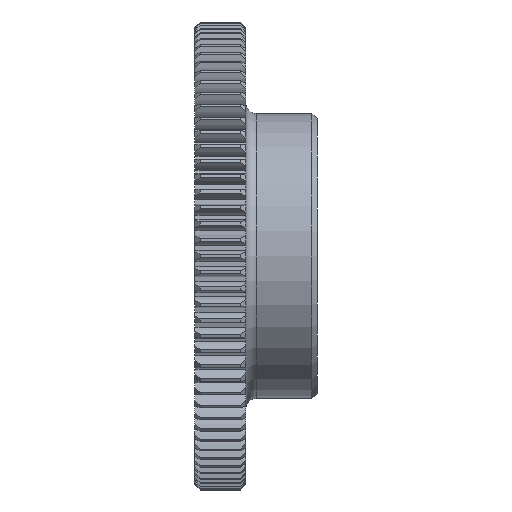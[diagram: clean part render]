
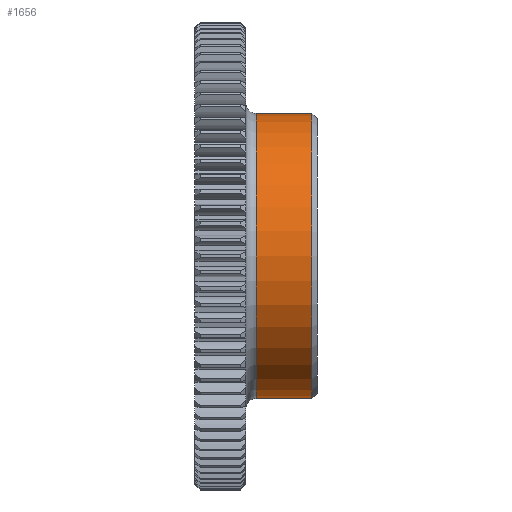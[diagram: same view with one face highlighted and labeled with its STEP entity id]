
A CAD part, front view. The second image highlights one B-rep face of the part: STEP entity #1656.
In plain terms, the highlighted cylindrical face has radius 14 mm (diameter 28 mm), a full revolution.
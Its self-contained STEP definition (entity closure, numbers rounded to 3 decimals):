
#1656 = ADVANCED_FACE( '', ( #3332, #3333 ), #3334, .T. );
#3332 = FACE_OUTER_BOUND( '', #5014, .T. );
#3333 = FACE_OUTER_BOUND( '', #5015, .T. );
#3334 = CYLINDRICAL_SURFACE( '', #5016, 14. );
#5014 = EDGE_LOOP( '', ( #10414, #10415 ) );
#5015 = EDGE_LOOP( '', ( #10416 ) );
#5016 = AXIS2_PLACEMENT_3D( '', #10417, #10418, #10419 );
#10414 = ORIENTED_EDGE( '', *, *, #11633, .T. );
#10415 = ORIENTED_EDGE( '', *, *, #12694, .T. );
#10416 = ORIENTED_EDGE( '', *, *, #12348, .F. );
#10417 = CARTESIAN_POINT( '', ( 12., 0., 0. ) );
#10418 = DIRECTION( '', ( -1., 0., 0. ) );
#10419 = DIRECTION( '', ( 0., 0., -1. ) );
#11633 = EDGE_CURVE( '', #14602, #14602, #14603, .T. );
#12348 = EDGE_CURVE( '', #15604, #15604, #15605, .T. );
#12694 = EDGE_CURVE( '', #14602, #14602, #15975, .T. );
#14602 = VERTEX_POINT( '', #18611 );
#14603 = CIRCLE( '', #18612, 14. );
#15604 = VERTEX_POINT( '', #20111 );
#15605 = CIRCLE( '', #20112, 14. );
#15975 = B_SPLINE_CURVE_WITH_KNOTS( '', 3, ( #20751, #20752, #20753, #20754, #20755, #20756, #20757, #20758, #20759, #20760, #20761, #20762, #20763, #20764, #20765, #20766, #20767, #20768, #20769, #20770, #20771, #20772, #20773, #20774, #20775, #20776, #20777, #20778, #20779, #20780, #20781, #20782, #20783, #20784, #20785, #20786, #20787, #20788, #20789, #20790, #20791, #20792, #20793, #20794, #20795, #20796, #20797, #20798, #20799, #20800, #20801, #20802, #20803, #20804, #20805, #20806, #20807, #20808 ), .UNSPECIFIED., .T., .F., ( 2, 2, 2, 2, 2, 2, 2, 2, 2, 2, 2, 2, 2, 2, 2, 2, 2, 2, 2, 2, 2, 2, 2, 2, 2, 2, 2, 2, 2, 2, 2 ), ( 0.012, 0.013, 0.014, 0.014, 0.015, 0.016, 0.016, 0.016, 0.017, 0.017, 0.018, 0.018, 0.019, 0.02, 0.02, 0.021, 0.021, 0.022, 0.022, 0.023, 0.024, 0.024, 0.025, 0.025, 0.025, 0.026, 0.026, 0.027, 0.027, 0.028, 0.029 ), .UNSPECIFIED. );
#18611 = CARTESIAN_POINT( '', ( 6., 14., 0. ) );
#18612 = AXIS2_PLACEMENT_3D( '', #22713, #22714, #22715 );
#20111 = CARTESIAN_POINT( '', ( 11.5, 0., -14. ) );
#20112 = AXIS2_PLACEMENT_3D( '', #23792, #23793, #23794 );
#20751 = CARTESIAN_POINT( '', ( 6., 14., 0.317 ) );
#20752 = CARTESIAN_POINT( '', ( 6., 14., -0.158 ) );
#20753 = CARTESIAN_POINT( '', ( 6.018, 13.997, -0.315 ) );
#20754 = CARTESIAN_POINT( '', ( 6.087, 13.987, -0.622 ) );
#20755 = CARTESIAN_POINT( '', ( 6.139, 13.979, -0.774 ) );
#20756 = CARTESIAN_POINT( '', ( 6.34, 13.951, -1.2 ) );
#20757 = CARTESIAN_POINT( '', ( 6.535, 13.926, -1.456 ) );
#20758 = CARTESIAN_POINT( '', ( 6.891, 13.888, -1.771 ) );
#20759 = CARTESIAN_POINT( '', ( 7.018, 13.876, -1.864 ) );
#20760 = CARTESIAN_POINT( '', ( 7.289, 13.853, -2.024 ) );
#20761 = CARTESIAN_POINT( '', ( 7.433, 13.843, -2.092 ) );
#20762 = CARTESIAN_POINT( '', ( 7.728, 13.826, -2.2 ) );
#20763 = CARTESIAN_POINT( '', ( 7.88, 13.82, -2.241 ) );
#20764 = CARTESIAN_POINT( '', ( 8.19, 13.811, -2.295 ) );
#20765 = CARTESIAN_POINT( '', ( 8.349, 13.808, -2.309 ) );
#20766 = CARTESIAN_POINT( '', ( 8.663, 13.808, -2.308 ) );
#20767 = CARTESIAN_POINT( '', ( 8.819, 13.811, -2.294 ) );
#20768 = CARTESIAN_POINT( '', ( 9.13, 13.82, -2.238 ) );
#20769 = CARTESIAN_POINT( '', ( 9.283, 13.827, -2.197 ) );
#20770 = CARTESIAN_POINT( '', ( 9.576, 13.844, -2.088 ) );
#20771 = CARTESIAN_POINT( '', ( 9.718, 13.854, -2.02 ) );
#20772 = CARTESIAN_POINT( '', ( 9.989, 13.876, -1.859 ) );
#20773 = CARTESIAN_POINT( '', ( 10.117, 13.889, -1.765 ) );
#20774 = CARTESIAN_POINT( '', ( 10.466, 13.926, -1.454 ) );
#20775 = CARTESIAN_POINT( '', ( 10.662, 13.952, -1.197 ) );
#20776 = CARTESIAN_POINT( '', ( 10.861, 13.979, -0.773 ) );
#20777 = CARTESIAN_POINT( '', ( 10.913, 13.987, -0.622 ) );
#20778 = CARTESIAN_POINT( '', ( 10.983, 13.997, -0.314 ) );
#20779 = CARTESIAN_POINT( '', ( 11., 14., -0.158 ) );
#20780 = CARTESIAN_POINT( '', ( 11., 14., 0.157 ) );
#20781 = CARTESIAN_POINT( '', ( 10.982, 13.997, 0.316 ) );
#20782 = CARTESIAN_POINT( '', ( 10.913, 13.987, 0.623 ) );
#20783 = CARTESIAN_POINT( '', ( 10.861, 13.979, 0.773 ) );
#20784 = CARTESIAN_POINT( '', ( 10.727, 13.961, 1.059 ) );
#20785 = CARTESIAN_POINT( '', ( 10.645, 13.95, 1.193 ) );
#20786 = CARTESIAN_POINT( '', ( 10.456, 13.926, 1.444 ) );
#20787 = CARTESIAN_POINT( '', ( 10.347, 13.913, 1.561 ) );
#20788 = CARTESIAN_POINT( '', ( 9.995, 13.876, 1.873 ) );
#20789 = CARTESIAN_POINT( '', ( 9.718, 13.852, 2.036 ) );
#20790 = CARTESIAN_POINT( '', ( 9.276, 13.826, 2.199 ) );
#20791 = CARTESIAN_POINT( '', ( 9.122, 13.82, 2.24 ) );
#20792 = CARTESIAN_POINT( '', ( 8.811, 13.811, 2.295 ) );
#20793 = CARTESIAN_POINT( '', ( 8.655, 13.808, 2.309 ) );
#20794 = CARTESIAN_POINT( '', ( 8.341, 13.808, 2.308 ) );
#20795 = CARTESIAN_POINT( '', ( 8.181, 13.811, 2.294 ) );
#20796 = CARTESIAN_POINT( '', ( 7.872, 13.82, 2.239 ) );
#20797 = CARTESIAN_POINT( '', ( 7.72, 13.827, 2.198 ) );
#20798 = CARTESIAN_POINT( '', ( 7.426, 13.843, 2.089 ) );
#20799 = CARTESIAN_POINT( '', ( 7.282, 13.854, 2.02 ) );
#20800 = CARTESIAN_POINT( '', ( 7.012, 13.876, 1.859 ) );
#20801 = CARTESIAN_POINT( '', ( 6.886, 13.888, 1.768 ) );
#20802 = CARTESIAN_POINT( '', ( 6.651, 13.913, 1.559 ) );
#20803 = CARTESIAN_POINT( '', ( 6.543, 13.926, 1.442 ) );
#20804 = CARTESIAN_POINT( '', ( 6.354, 13.95, 1.192 ) );
#20805 = CARTESIAN_POINT( '', ( 6.273, 13.961, 1.059 ) );
#20806 = CARTESIAN_POINT( '', ( 6.072, 13.989, 0.63 ) );
#20807 = CARTESIAN_POINT( '', ( 6., 14., 0.317 ) );
#20808 = CARTESIAN_POINT( '', ( 6., 14., -0.158 ) );
#22713 = CARTESIAN_POINT( '', ( 6., 0., 0. ) );
#22714 = DIRECTION( '', ( 1., 0., 0. ) );
#22715 = DIRECTION( '', ( 0., 0., -1. ) );
#23792 = CARTESIAN_POINT( '', ( 11.5, 0., 0. ) );
#23793 = DIRECTION( '', ( 1., 0., 0. ) );
#23794 = DIRECTION( '', ( 0., 0., -1. ) );
